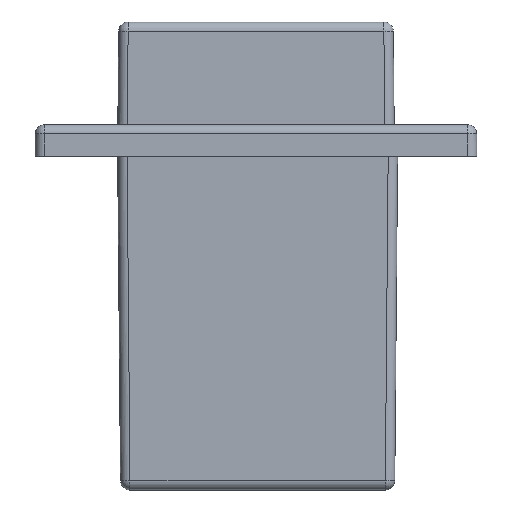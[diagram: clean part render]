
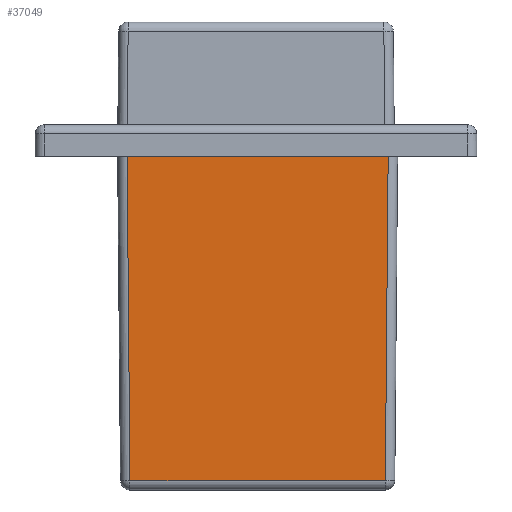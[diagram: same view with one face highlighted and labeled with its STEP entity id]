
A CAD part, left-side view. The second image highlights one B-rep face of the part: STEP entity #37049.
In plain terms, the highlighted planar face has unit normal (-1, 0, -0.009).
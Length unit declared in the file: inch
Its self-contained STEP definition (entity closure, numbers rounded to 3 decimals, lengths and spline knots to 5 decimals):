
#1580 = FACE_OUTER_BOUND ( 'NONE', #9259, .T. ) ;
#3406 = DIRECTION ( 'NONE',  ( 0., -1., 0. ) ) ;
#6373 = CARTESIAN_POINT ( 'NONE',  ( -0.31973, 0.40469, -0.04034 ) ) ;
#7322 = ORIENTED_EDGE ( 'NONE', *, *, #71180, .F. ) ;
#8702 = VECTOR ( 'NONE', #55268, 39.37008 ) ;
#8991 = CARTESIAN_POINT ( 'NONE',  ( -0.3287, -0.41367, 0.98845 ) ) ;
#9259 = EDGE_LOOP ( 'NONE', ( #9863, #37683, #7322, #41450 ) ) ;
#9863 = ORIENTED_EDGE ( 'NONE', *, *, #55879, .T. ) ;
#11487 = VERTEX_POINT ( 'NONE', #44389 ) ;
#21148 = LINE ( 'NONE', #50913, #50088 ) ;
#22053 = DIRECTION ( 'NONE',  ( -1., 0., -0.009 ) ) ;
#26408 = LINE ( 'NONE', #50863, #29178 ) ;
#29178 = VECTOR ( 'NONE', #67900, 39.37008 ) ;
#29468 = LINE ( 'NONE', #8991, #8702 ) ;
#34216 = VECTOR ( 'NONE', #3406, 39.37008 ) ;
#37049 = ADVANCED_FACE ( 'NONE', ( #1580 ), #45050, .T. ) ;
#37683 = ORIENTED_EDGE ( 'NONE', *, *, #56790, .T. ) ;
#37964 = VERTEX_POINT ( 'NONE', #54979 ) ;
#39778 = VERTEX_POINT ( 'NONE', #6373 ) ;
#41450 = ORIENTED_EDGE ( 'NONE', *, *, #50642, .T. ) ;
#43910 = CARTESIAN_POINT ( 'NONE',  ( -0.3287, 0.41366, 0.98819 ) ) ;
#44389 = CARTESIAN_POINT ( 'NONE',  ( -0.31973, -0.40469, -0.04034 ) ) ;
#45050 = PLANE ( 'NONE',  #50156 ) ;
#49608 = LINE ( 'NONE', #60908, #34216 ) ;
#50088 = VECTOR ( 'NONE', #62133, 39.37008 ) ;
#50156 = AXIS2_PLACEMENT_3D ( 'NONE', #62319, #22053, #68394 ) ;
#50642 = EDGE_CURVE ( 'NONE', #73913, #39778, #26408, .T. ) ;
#50863 = CARTESIAN_POINT ( 'NONE',  ( -0.32008, 0.40504, 0.00026 ) ) ;
#50913 = CARTESIAN_POINT ( 'NONE',  ( -0.3287, 0.43504, 0.98819 ) ) ;
#54979 = CARTESIAN_POINT ( 'NONE',  ( -0.3287, -0.41366, 0.98819 ) ) ;
#55268 = DIRECTION ( 'NONE',  ( -0.009, -0.009, 1. ) ) ;
#55879 = EDGE_CURVE ( 'NONE', #39778, #11487, #49608, .T. ) ;
#56790 = EDGE_CURVE ( 'NONE', #11487, #37964, #29468, .T. ) ;
#60908 = CARTESIAN_POINT ( 'NONE',  ( -0.31973, -0.43443, -0.04034 ) ) ;
#62133 = DIRECTION ( 'NONE',  ( 0., -1., 0. ) ) ;
#62319 = CARTESIAN_POINT ( 'NONE',  ( -0.32008, 0.43504, 0. ) ) ;
#67900 = DIRECTION ( 'NONE',  ( 0.009, -0.009, -1. ) ) ;
#68394 = DIRECTION ( 'NONE',  ( -0.009, 0., 1. ) ) ;
#71180 = EDGE_CURVE ( '??45', #73913, #37964, #21148, .T. ) ;
#73913 = VERTEX_POINT ( 'NONE', #43910 ) ;
